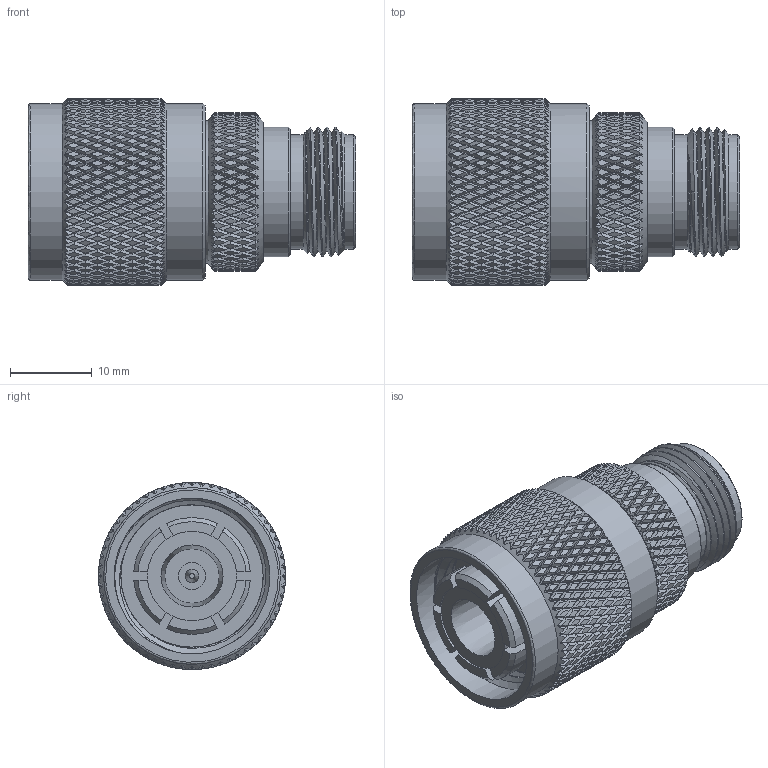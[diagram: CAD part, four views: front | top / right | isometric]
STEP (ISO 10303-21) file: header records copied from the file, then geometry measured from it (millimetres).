
FILE_DESCRIPTION (( 'STEP AP203' ), '1' );
FILE_NAME ('PE9194_3D.step', '2020-07-09T16:04:27', ( '' ), ( '' ), 'SwSTEP 2.0', 'SolidWorks 2018', '' );
FILE_SCHEMA (( 'CONFIG_CONTROL_DESIGN' ));
Products named in the file (1): PE9194_3D
Bounding box: 40 x 22.86 x 22.86 mm (x, y, z)
Volume: 10571.7 mm3; surface area: 5583.3 mm2
Topology: 1 solids, 1 shells, 4087 faces, 8803 edges, 4731 vertices
Faces by surface type: bspline 3167, cylinder 840, plane 55, cone 25
Full cylindrical faces by diameter (mm): 1.524 x1, 1.626 x1, 2.54 x1, 3.353 x1, 7.112 x1, 8.382 x1, 13.971 x2, 15.875 x1, 17.399 x1, 19.05 x2, 21.59 x2
Entity records: 146155 total; most frequent: CARTESIAN_POINT 93157, ORIENTED_EDGE 17498, EDGE_CURVE 8749, VERTEX_POINT 4707, EDGE_LOOP 4122, FACE_OUTER_BOUND 4097, ADVANCED_FACE 4083, B_SPLINE_CURVE_WITH_KNOTS 3811
